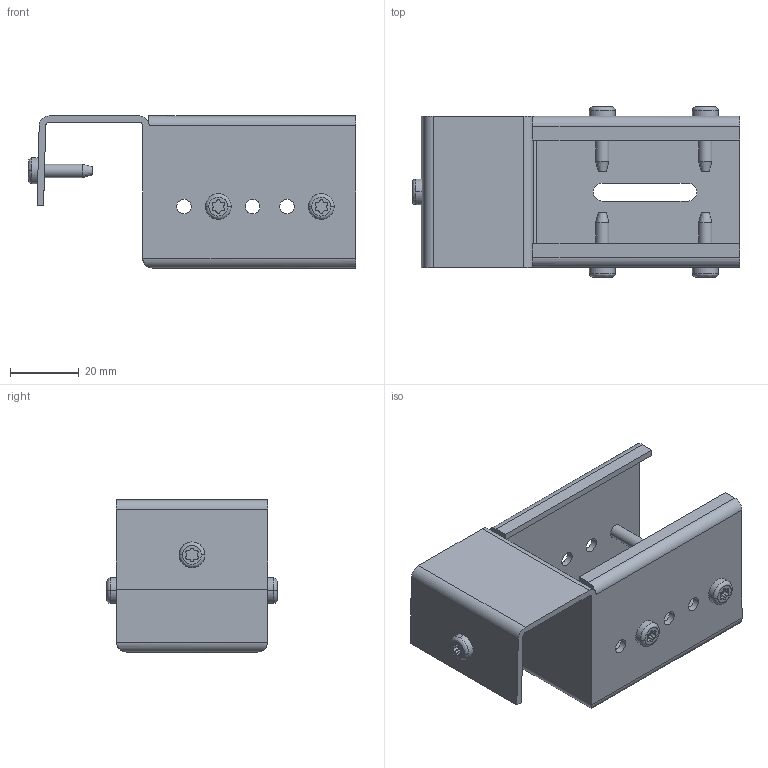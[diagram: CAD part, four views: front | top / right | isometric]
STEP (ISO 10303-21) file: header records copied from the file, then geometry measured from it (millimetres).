
FILE_DESCRIPTION (( 'STEP AP214' ), '1' );
FILE_NAME ('7750002', '2019-02-01T13:52:11', ( '' ), ('JUGARD+KÜNSTNER GmbH'), 'SwSTEP 2.0', 'SolidWorks 2017', '' );
FILE_SCHEMA (( 'AUTOMOTIVE_DESIGN' ));
Length unit declared in the file: millimetre
Products named in the file (1): 7750002_CNAJF00
Bounding box: 95.3 x 49.56 x 44.3 mm (x, y, z)
Volume: 24309.6 mm3; surface area: 26813.1 mm2
Topology: 1 solids, 1 shells, 260 faces, 696 edges, 456 vertices
Faces by surface type: cylinder 136, plane 104, bspline 10, cone 10
Entity records: 11271 total; most frequent: CARTESIAN_POINT 1667, DIRECTION 1462, ORIENTED_EDGE 1392, EDGE_CURVE 696, AXIS2_PLACEMENT_3D 537, VERTEX_POINT 456, LINE 388, VECTOR 388
